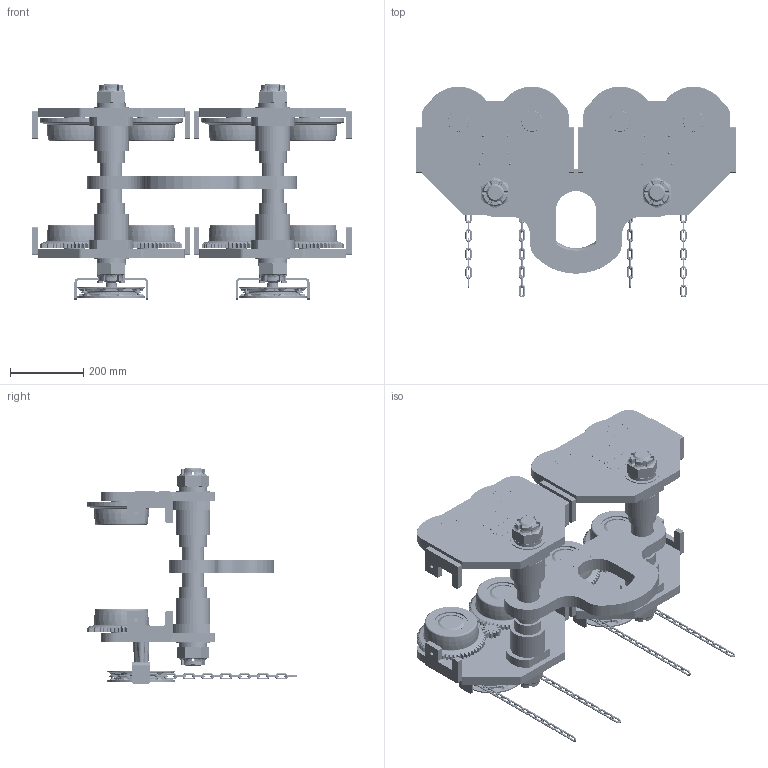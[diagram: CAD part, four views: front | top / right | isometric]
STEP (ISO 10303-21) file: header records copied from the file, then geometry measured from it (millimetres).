
FILE_DESCRIPTION (( 'STEP AP203' ), '1' );
FILE_NAME ('HTG-20t.STEP', '2011-05-16T13:54:56', ( 'Yale Industrial Products GmbH' ), ( 'Yale Industrial Products GmbH' ), 'SwSTEP 2.0', 'SolidWorks 2010', '' );
FILE_SCHEMA (( 'CONFIG_CONTROL_DESIGN' ));
Length unit declared in the file: millimetre
Products named in the file (1): HTG-20t
Bounding box: 870 x 573.48 x 589.5 mm (x, y, z)
Volume: 29234876.2 mm3; surface area: 4062942 mm2
Topology: 229 solids, 229 shells, 5428 faces, 13238 edges, 8066 vertices
Faces by surface type: cylinder 2007, plane 1457, cone 838, torus 740, bspline 266, sphere 120
Entity records: 181722 total; most frequent: CARTESIAN_POINT 55043, DIRECTION 27469, ORIENTED_EDGE 26116, EDGE_CURVE 13058, AXIS2_PLACEMENT_3D 11388, VERTEX_POINT 8042, CIRCLE 6225, EDGE_LOOP 5880
